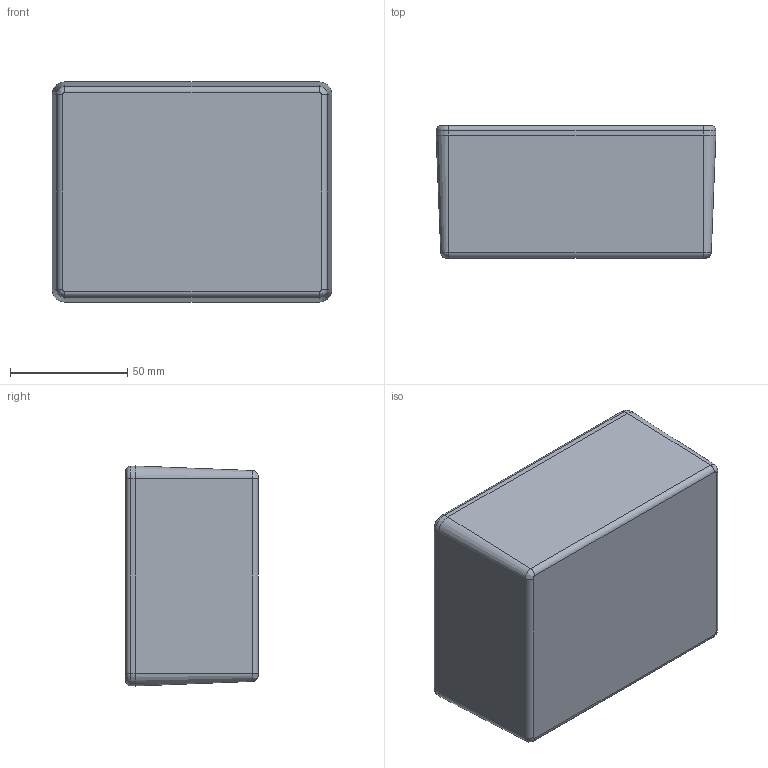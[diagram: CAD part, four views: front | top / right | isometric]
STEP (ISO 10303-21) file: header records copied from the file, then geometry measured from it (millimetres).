
FILE_DESCRIPTION(/* description */ (''),/* implementation_level */ '2;1');
FILE_NAME(/* name */ '1590C.iam.stp',/* time_stamp */ '2014-07-28T13:46:45-04:00',/* author */ ('rboehler'),/* organization */ (''),/* preprocessor_version */ 'ST-DEVELOPER v15.2',/* originating_system */ 'Autodesk Inventor 2014',/* authorisation */ '');
FILE_SCHEMA (('AUTOMOTIVE_DESIGN { 1 0 10303 214 3 1 1 }'));
Products named in the file (4): 1590C BOX; 1590BB-BBS-C LID; #10934; 1590C
Bounding box: 119.5 x 56.5 x 94 mm (x, y, z)
Volume: 100294.6 mm3; surface area: 88843.6 mm2
Topology: 6 solids, 6 shells, 412 faces, 1076 edges, 692 vertices
Faces by surface type: plane 220, bspline 76, cylinder 48, cone 48, torus 12, sphere 8
Full cylindrical faces by diameter (mm): 2.642 x4, 3.378 x4, 3.9 x4, 4 x4
Entity records: 10926 total; most frequent: CARTESIAN_POINT 3221, ORIENTED_EDGE 1670, DIRECTION 1360, EDGE_CURVE 835, VERTEX_POINT 547, LINE 492, VECTOR 492, AXIS2_PLACEMENT_3D 434
